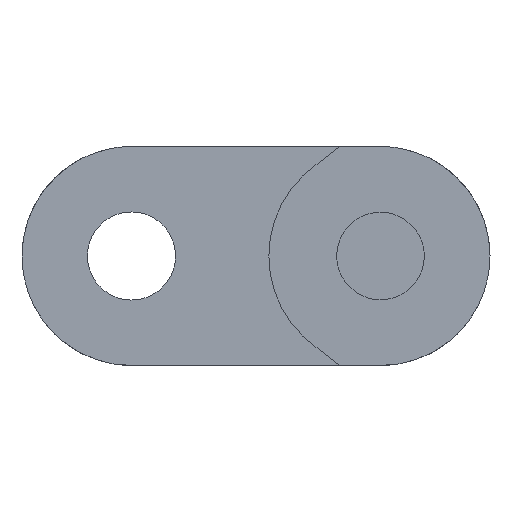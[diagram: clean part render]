
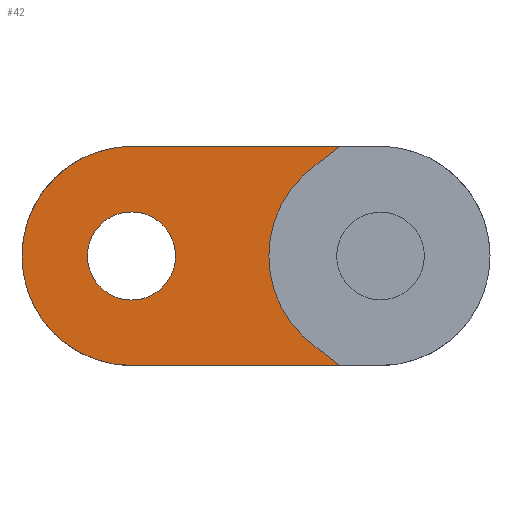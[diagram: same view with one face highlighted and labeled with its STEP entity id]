
A CAD part, front view. The second image highlights one B-rep face of the part: STEP entity #42.
In plain terms, the highlighted planar face has unit normal (0, -1, 0).
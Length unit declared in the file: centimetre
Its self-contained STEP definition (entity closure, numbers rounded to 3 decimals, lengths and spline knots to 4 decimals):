
#24=FACE_BOUND('',#353,.T.);
#42=ADVANCED_FACE('',(#197,#24),#2459,.T.);
#197=FACE_OUTER_BOUND('',#352,.T.);
#352=EDGE_LOOP('',(#533,#534,#535,#536,#537,#538,#539));
#353=EDGE_LOOP('',(#540,#541));
#533=ORIENTED_EDGE('',*,*,#1396,.F.);
#534=ORIENTED_EDGE('',*,*,#1377,.F.);
#535=ORIENTED_EDGE('',*,*,#1375,.F.);
#536=ORIENTED_EDGE('',*,*,#1374,.F.);
#537=ORIENTED_EDGE('',*,*,#1376,.F.);
#538=ORIENTED_EDGE('',*,*,#1381,.F.);
#539=ORIENTED_EDGE('',*,*,#1394,.F.);
#540=ORIENTED_EDGE('',*,*,#1459,.F.);
#541=ORIENTED_EDGE('',*,*,#1354,.F.);
#1354=EDGE_CURVE('',#2185,#2253,#1982,.T.);
#1374=EDGE_CURVE('',#2201,#2202,#1997,.T.);
#1375=EDGE_CURVE('',#2202,#2199,#1998,.T.);
#1376=EDGE_CURVE('',#2198,#2201,#1999,.T.);
#1377=EDGE_CURVE('',#2199,#2214,#1772,.T.);
#1381=EDGE_CURVE('',#2204,#2198,#1773,.T.);
#1394=EDGE_CURVE('',#2203,#2204,#2008,.T.);
#1396=EDGE_CURVE('',#2214,#2203,#2010,.T.);
#1459=EDGE_CURVE('',#2253,#2185,#2021,.T.);
#1772=B_SPLINE_CURVE_WITH_KNOTS('',1,(#3112,#3113),.UNSPECIFIED.,.F.,.F.,
(2,2),(-5.8051,-2.),.UNSPECIFIED.);
#1773=B_SPLINE_CURVE_WITH_KNOTS('',1,(#3121,#3122),.UNSPECIFIED.,.F.,.F.,
(2,2),(-19.1,-15.2949),.UNSPECIFIED.);
#1982=(
BOUNDED_CURVE()
B_SPLINE_CURVE(2,(#3043,#3044,#3045,#3046,#3047),.UNSPECIFIED.,.F.,.F.)
B_SPLINE_CURVE_WITH_KNOTS((3,2,3),(0.,1.2645,2.529),
 .UNSPECIFIED.)
CURVE()
GEOMETRIC_REPRESENTATION_ITEM()
RATIONAL_B_SPLINE_CURVE((1.,0.707,1.,0.707,1.))
REPRESENTATION_ITEM('')
);
#1997=(
BOUNDED_CURVE()
B_SPLINE_CURVE(2,(#3101,#3102,#3103,#3104,#3105),.UNSPECIFIED.,.F.,.F.)
B_SPLINE_CURVE_WITH_KNOTS((3,2,3),(-31.3536,-29.4063,
-27.459),.UNSPECIFIED.)
CURVE()
GEOMETRIC_REPRESENTATION_ITEM()
RATIONAL_B_SPLINE_CURVE((1.,0.888,1.,0.888,1.))
REPRESENTATION_ITEM('')
);
#1998=(
BOUNDED_CURVE()
B_SPLINE_CURVE(2,(#3106,#3107,#3108),.UNSPECIFIED.,.F.,.F.)
B_SPLINE_CURVE_WITH_KNOTS((3,3),(-27.459,-26.9104),
 .UNSPECIFIED.)
CURVE()
GEOMETRIC_REPRESENTATION_ITEM()
RATIONAL_B_SPLINE_CURVE((1.,1.,1.))
REPRESENTATION_ITEM('')
);
#1999=(
BOUNDED_CURVE()
B_SPLINE_CURVE(2,(#3109,#3110,#3111),.UNSPECIFIED.,.F.,.F.)
B_SPLINE_CURVE_WITH_KNOTS((3,3),(-14.7237,-14.1752),
 .UNSPECIFIED.)
CURVE()
GEOMETRIC_REPRESENTATION_ITEM()
RATIONAL_B_SPLINE_CURVE((1.,1.,1.))
REPRESENTATION_ITEM('')
);
#2008=(
BOUNDED_CURVE()
B_SPLINE_CURVE(2,(#3151,#3152,#3153),.UNSPECIFIED.,.F.,.F.)
B_SPLINE_CURVE_WITH_KNOTS((3,3),(0.,3.1416),.UNSPECIFIED.)
CURVE()
GEOMETRIC_REPRESENTATION_ITEM()
RATIONAL_B_SPLINE_CURVE((1.,0.707,1.))
REPRESENTATION_ITEM('')
);
#2010=(
BOUNDED_CURVE()
B_SPLINE_CURVE(2,(#3157,#3158,#3159),.UNSPECIFIED.,.F.,.F.)
B_SPLINE_CURVE_WITH_KNOTS((3,3),(-3.1416,0.),.UNSPECIFIED.)
CURVE()
GEOMETRIC_REPRESENTATION_ITEM()
RATIONAL_B_SPLINE_CURVE((1.,0.707,1.))
REPRESENTATION_ITEM('')
);
#2021=(
BOUNDED_CURVE()
B_SPLINE_CURVE(2,(#3297,#3298,#3299,#3300,#3301),.UNSPECIFIED.,.F.,.F.)
B_SPLINE_CURVE_WITH_KNOTS((3,2,3),(2.529,3.7935,5.058),
 .UNSPECIFIED.)
CURVE()
GEOMETRIC_REPRESENTATION_ITEM()
RATIONAL_B_SPLINE_CURVE((1.,0.707,1.,0.707,1.))
REPRESENTATION_ITEM('')
);
#2185=VERTEX_POINT('',#2961);
#2198=VERTEX_POINT('',#2974);
#2199=VERTEX_POINT('',#2975);
#2201=VERTEX_POINT('',#2977);
#2202=VERTEX_POINT('',#2978);
#2203=VERTEX_POINT('',#2979);
#2204=VERTEX_POINT('',#2980);
#2214=VERTEX_POINT('',#2990);
#2253=VERTEX_POINT('',#3029);
#2459=PLANE('',#2634);
#2634=AXIS2_PLACEMENT_3D('',#2834,#2729,$);
#2729=DIRECTION('',(0.,-1.,0.));
#2834=CARTESIAN_POINT('',(4.275,-7.0589,-2.));
#2961=CARTESIAN_POINT('',(-1.7023,-7.0589,-0.5657));
#2974=CARTESIAN_POINT('',(1.5301,-7.0589,2.));
#2975=CARTESIAN_POINT('',(1.5301,-7.0589,-2.));
#2977=CARTESIAN_POINT('',(1.0959,-7.0589,1.6648));
#2978=CARTESIAN_POINT('',(1.0959,-7.0589,-1.6648));
#2979=CARTESIAN_POINT('',(-4.275,-7.0589,0.));
#2980=CARTESIAN_POINT('',(-2.275,-7.0589,2.));
#2990=CARTESIAN_POINT('',(-2.275,-7.0589,-2.));
#3029=CARTESIAN_POINT('',(-2.8477,-7.0589,0.5657));
#3043=CARTESIAN_POINT('',(-1.7023,-7.0589,-0.5657));
#3044=CARTESIAN_POINT('',(-1.1366,-7.0589,0.007));
#3045=CARTESIAN_POINT('',(-1.7093,-7.0589,0.5727));
#3046=CARTESIAN_POINT('',(-2.282,-7.0589,1.1384));
#3047=CARTESIAN_POINT('',(-2.8477,-7.0589,0.5657));
#3101=CARTESIAN_POINT('',(1.0959,-7.0589,1.6648));
#3102=CARTESIAN_POINT('',(0.235,-7.0589,1.055));
#3103=CARTESIAN_POINT('',(0.235,-7.0589,0.));
#3104=CARTESIAN_POINT('',(0.235,-7.0589,-1.055));
#3105=CARTESIAN_POINT('',(1.0959,-7.0589,-1.6648));
#3106=CARTESIAN_POINT('',(1.0959,-7.0589,-1.6648));
#3107=CARTESIAN_POINT('',(1.313,-7.0589,-1.8324));
#3108=CARTESIAN_POINT('',(1.5301,-7.0589,-2.));
#3109=CARTESIAN_POINT('',(1.5301,-7.0589,2.));
#3110=CARTESIAN_POINT('',(1.313,-7.0589,1.8324));
#3111=CARTESIAN_POINT('',(1.0959,-7.0589,1.6648));
#3112=CARTESIAN_POINT('',(1.5301,-7.0589,-2.));
#3113=CARTESIAN_POINT('',(-2.275,-7.0589,-2.));
#3121=CARTESIAN_POINT('',(-2.275,-7.0589,2.));
#3122=CARTESIAN_POINT('',(1.5301,-7.0589,2.));
#3151=CARTESIAN_POINT('',(-4.275,-7.0589,0.));
#3152=CARTESIAN_POINT('',(-4.275,-7.0589,2.));
#3153=CARTESIAN_POINT('',(-2.275,-7.0589,2.));
#3157=CARTESIAN_POINT('',(-2.275,-7.0589,-2.));
#3158=CARTESIAN_POINT('',(-4.275,-7.0589,-2.));
#3159=CARTESIAN_POINT('',(-4.275,-7.0589,0.));
#3297=CARTESIAN_POINT('',(-2.8477,-7.0589,0.5657));
#3298=CARTESIAN_POINT('',(-3.4134,-7.0589,-0.007));
#3299=CARTESIAN_POINT('',(-2.8407,-7.0589,-0.5727));
#3300=CARTESIAN_POINT('',(-2.268,-7.0589,-1.1384));
#3301=CARTESIAN_POINT('',(-1.7023,-7.0589,-0.5657));
